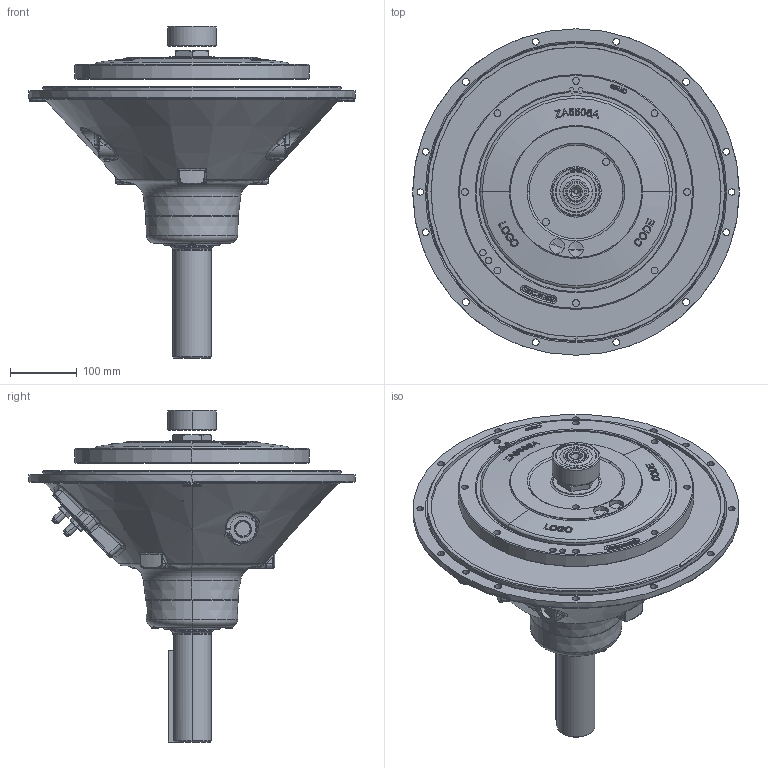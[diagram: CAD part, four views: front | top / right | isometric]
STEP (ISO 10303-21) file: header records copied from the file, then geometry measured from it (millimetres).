
FILE_DESCRIPTION (( 'STEP AP214' ), '1' );
FILE_NAME ('1028715D.STEP', '2014-12-12T17:26:27', ( '' ), ( '' ), 'SwSTEP 2.0', 'SolidWorks 2010', '' );
FILE_SCHEMA (( 'AUTOMOTIVE_DESIGN' ));
Length unit declared in the file: millimetre
Products named in the file (1): 1028715D
Bounding box: 489.53 x 489.53 x 497.88 mm (x, y, z)
Surface area: 839055 mm2 (no closed solid volume)
Topology: 0 solids, 52 shells, 1008 faces, 3281 edges, 2232 vertices
Faces by surface type: bspline 296, plane 267, cylinder 198, cone 119, torus 118, sphere 10
Entity records: 68426 total; most frequent: CARTESIAN_POINT 31892, ORIENTED_EDGE 5248, DIRECTION 4528, EDGE_CURVE 3221, VERTEX_POINT 2229, AXIS2_PLACEMENT_3D 1706, EDGE_LOOP 1163, LINE 1116
